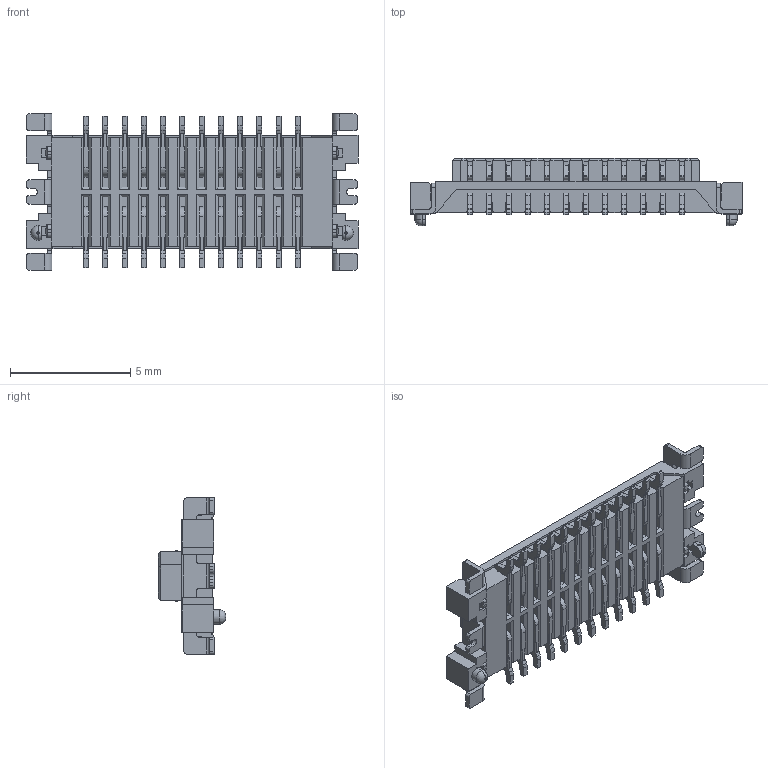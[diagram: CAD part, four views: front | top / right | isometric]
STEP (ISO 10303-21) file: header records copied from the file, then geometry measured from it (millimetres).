
FILE_DESCRIPTION (( 'STEP AP203' ), '1' );
FILE_NAME ('CBRD024PA2FP1R0-NH.STEP', '2018-08-08T00:44:04', ( '' ), ( '' ), 'SwSTEP 2.0', 'SolidWorks 2017', '' );
FILE_SCHEMA (( 'CONFIG_CONTROL_DESIGN' ));
Length unit declared in the file: millimetre
Products named in the file (4): TAB; CBRD024PA2FP1R0-NH; CBRD¤½BASE-20P XXX_WITH PEG 24; 公端子
Assembly tree (27 placements, depth 2):
  CBRD024PA2FP1R0-NH
    CBRD¤½BASE-20P XXX_WITH PEG 24
    公端子  x24
    TAB  x2
Bounding box: 13.8 x 2.8 x 6.5 mm (x, y, z)
Volume: 78.9 mm3; surface area: 534 mm2
Topology: 27 solids, 27 shells, 1976 faces, 5871 edges, 3870 vertices
Faces by surface type: plane 1378, cylinder 594, torus 4
Entity records: 27147 total; most frequent: ORIENTED_EDGE 4742, CARTESIAN_POINT 4717, DIRECTION 4073, EDGE_CURVE 2371, LINE 2245, VECTOR 2245, VERTEX_POINT 1538, AXIS2_PLACEMENT_3D 914
